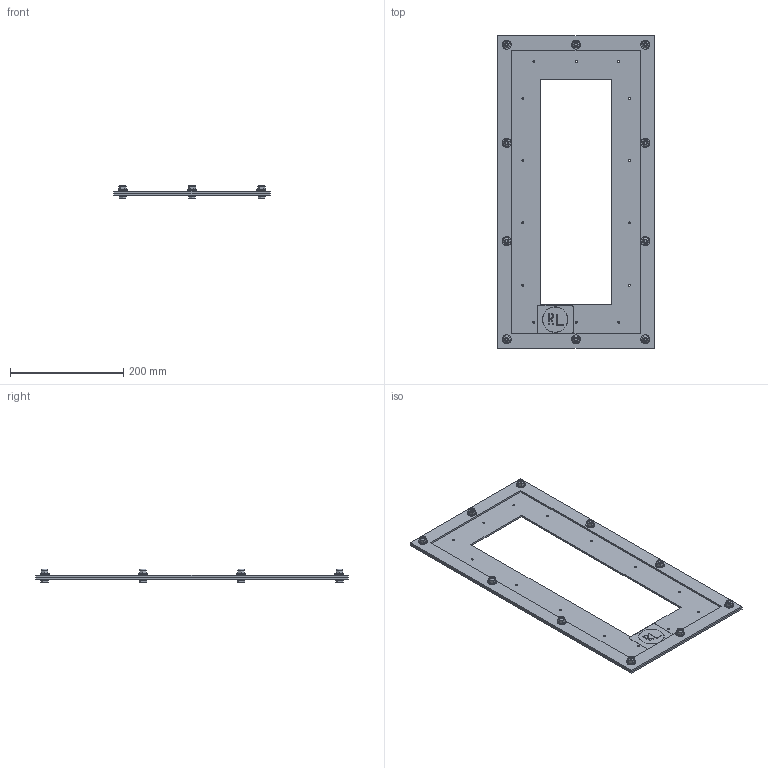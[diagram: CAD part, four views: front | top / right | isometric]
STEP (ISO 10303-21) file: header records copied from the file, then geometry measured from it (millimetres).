
FILE_DESCRIPTION(/* description */ ('21-3/4" X 10-29/32" DRIVE COVER PLATE'),/* implementation_level */ '2;1');
FILE_NAME(/* name */ 'DF36CVPF2.stp',/* time_stamp */ '2017-09-06T13:48:10+05:00',/* author */ ('vdas'),/* organization */ (''),/* preprocessor_version */ 'ST-DEVELOPER v16.1',/* originating_system */ 'Autodesk Inventor 2016',/* authorisation */ '');
FILE_SCHEMA (('AUTOMOTIVE_DESIGN { 1 0 10303 214 3 1 1 }'));
Length unit declared in the file: inch
Products named in the file (9): DF36CVPF2; DF36CVPGSKT; 30221; 3905; 3907; 34929; 10 GA TO 14 GA w 0.125 Comp; 34466; DF36CVPF2_1
Assembly tree (17 placements, depth 3):
  DF36CVPF2_1
    DF36CVPF2
    DF36CVPGSKT
    10 GA TO 14 GA w 0.125 Comp  x10
      30221
      3905
      3907
      34929
    34466
Bounding box: 277.02 x 552.45 x 24.22 mm (x, y, z)
Volume: 471803.3 mm3; surface area: 331529.6 mm2
Topology: 43 solids, 43 shells, 620 faces, 1347 edges, 838 vertices
Faces by surface type: plane 328, cylinder 142, cone 110, bspline 20, torus 20
Full cylindrical faces by diameter (mm): 3.505 x14, 4.978 x10, 5.556 x10, 5.969 x10, 6.35 x10, 6.985 x10, 7.144 x10, 7.366 x10, 11.049 x10, 11.125 x10, 15.24 x10, 15.875 x10, 16.51 x10, 44.45 x1, 44.958 x1
Entity records: 4517 total; most frequent: CARTESIAN_POINT 790, DIRECTION 727, ORIENTED_EDGE 586, EDGE_CURVE 293, AXIS2_PLACEMENT_3D 293, EDGE_LOOP 281, VERTEX_POINT 224, FACE_OUTER_BOUND 143
